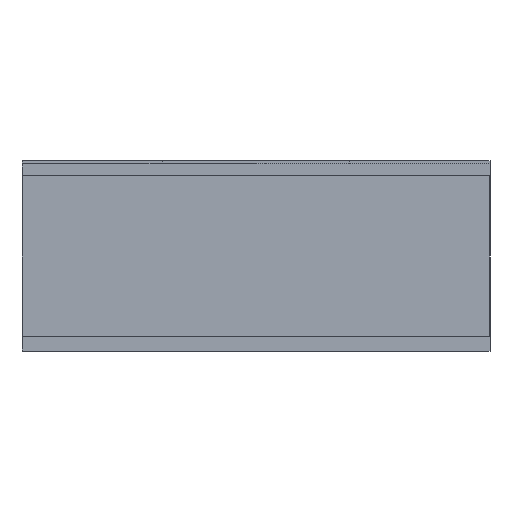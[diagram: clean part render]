
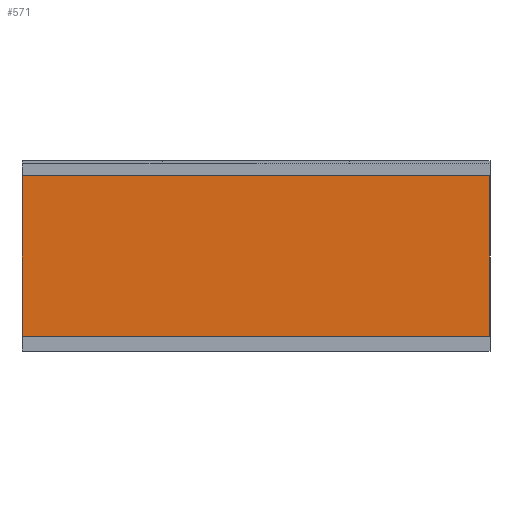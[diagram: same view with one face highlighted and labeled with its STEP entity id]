
A CAD part, left-side view. The second image highlights one B-rep face of the part: STEP entity #571.
In plain terms, the highlighted planar face has unit normal (-1, 0, 0).
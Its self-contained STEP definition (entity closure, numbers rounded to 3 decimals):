
#473 = EDGE_CURVE('',#474,#476,#478,.T.);
#474 = VERTEX_POINT('',#475);
#475 = CARTESIAN_POINT('',(-1.55,0.8,0.6));
#476 = VERTEX_POINT('',#477);
#477 = CARTESIAN_POINT('',(-1.55,-0.8,0.6));
#478 = LINE('',#479,#480);
#479 = CARTESIAN_POINT('',(-1.55,0.8,0.6));
#480 = VECTOR('',#481,1.);
#481 = DIRECTION('',(0.,-1.,0.));
#546 = VERTEX_POINT('',#547);
#547 = CARTESIAN_POINT('',(-1.55,-0.8,0.05));
#553 = EDGE_CURVE('',#554,#546,#556,.T.);
#554 = VERTEX_POINT('',#555);
#555 = CARTESIAN_POINT('',(-1.55,0.8,0.05));
#556 = LINE('',#557,#558);
#557 = CARTESIAN_POINT('',(-1.55,0.8,0.05));
#558 = VECTOR('',#559,1.);
#559 = DIRECTION('',(0.,-1.,0.));
#571 = ADVANCED_FACE('',(#572),#588,.T.);
#572 = FACE_BOUND('',#573,.T.);
#573 = EDGE_LOOP('',(#574,#575,#581,#582));
#574 = ORIENTED_EDGE('',*,*,#553,.T.);
#575 = ORIENTED_EDGE('',*,*,#576,.T.);
#576 = EDGE_CURVE('',#546,#476,#577,.T.);
#577 = LINE('',#578,#579);
#578 = CARTESIAN_POINT('',(-1.55,-0.8,0.05));
#579 = VECTOR('',#580,1.);
#580 = DIRECTION('',(0.,0.,1.));
#581 = ORIENTED_EDGE('',*,*,#473,.F.);
#582 = ORIENTED_EDGE('',*,*,#583,.F.);
#583 = EDGE_CURVE('',#554,#474,#584,.T.);
#584 = LINE('',#585,#586);
#585 = CARTESIAN_POINT('',(-1.55,0.8,0.05));
#586 = VECTOR('',#587,1.);
#587 = DIRECTION('',(0.,0.,1.));
#588 = PLANE('',#589);
#589 = AXIS2_PLACEMENT_3D('',#590,#591,#592);
#590 = CARTESIAN_POINT('',(-1.55,0.8,0.05));
#591 = DIRECTION('',(-1.,0.,0.));
#592 = DIRECTION('',(0.,0.,1.));
